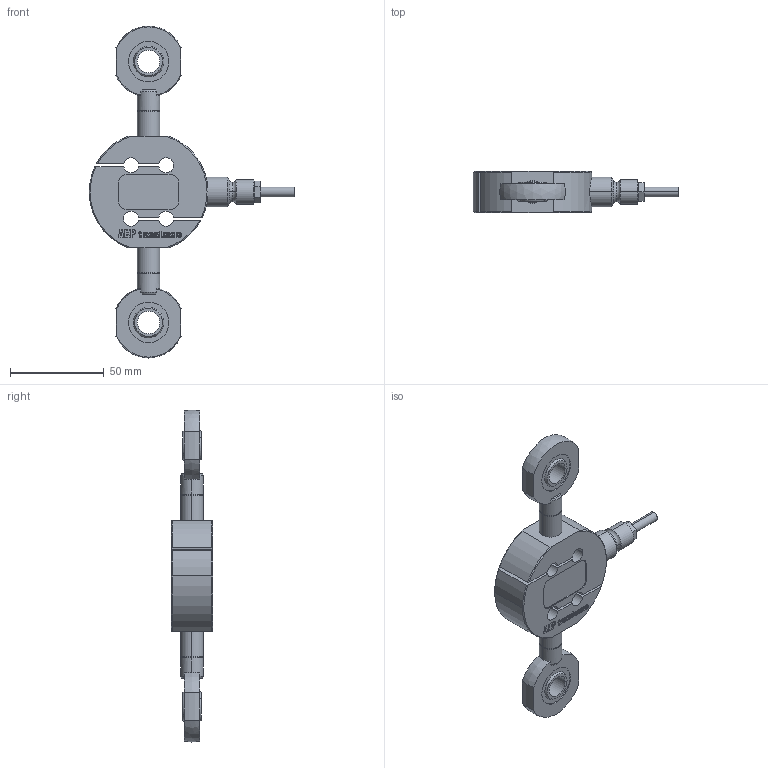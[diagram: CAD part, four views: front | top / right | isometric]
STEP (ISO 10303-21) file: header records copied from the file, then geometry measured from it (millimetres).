
FILE_DESCRIPTION(('STEP AP214'),'1');
FILE_NAME('TS up to 50kg.stp','2015-05-20T08:13:15',(' '),(' '),'Spatial InterOp 3D',' ',' ');
FILE_SCHEMA(('automotive_design'));
Length unit declared in the file: millimetre
Products named in the file (3): TS up to 50kg; TS_Ø63; Shackle
Assembly tree (3 placements, depth 2):
  TS up to 50kg
    TS_Ø63
    Shackle  x2
Bounding box: 109.91 x 22 x 177.5 mm (x, y, z)
Volume: 88504.9 mm3; surface area: 26403.6 mm2
Topology: 3 solids, 3 shells, 350 faces, 899 edges, 596 vertices
Faces by surface type: plane 190, cylinder 68, extrusion 42, cone 22, sphere 14, revolution 8, torus 6
Entity records: 12711 total; most frequent: CARTESIAN_POINT 2581, ORIENTED_EDGE 1608, DIRECTION 1452, EDGE_CURVE 804, VECTOR 538, VERTEX_POINT 531, LINE 496, AXIS2_PLACEMENT_3D 455
